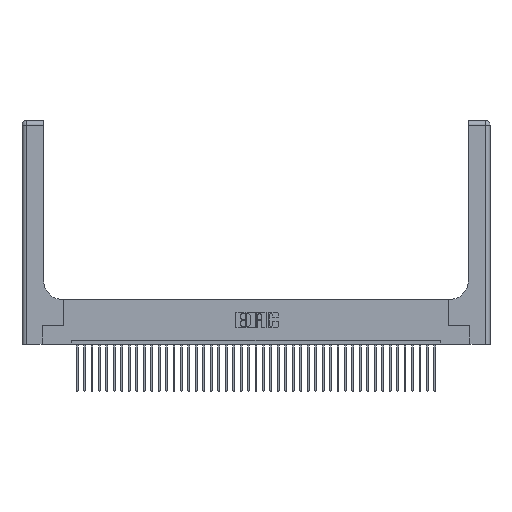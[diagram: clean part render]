
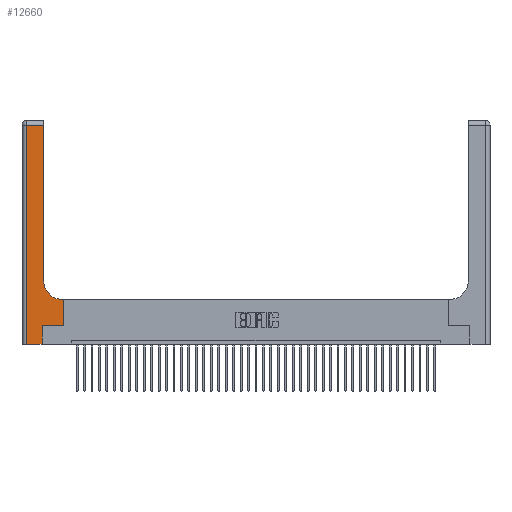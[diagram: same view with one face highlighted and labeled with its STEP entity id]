
A CAD part, top view. The second image highlights one B-rep face of the part: STEP entity #12660.
In plain terms, the highlighted planar face has unit normal (0, 0, 1).
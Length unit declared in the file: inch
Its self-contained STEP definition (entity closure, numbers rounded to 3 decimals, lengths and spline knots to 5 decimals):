
#900 = CARTESIAN_POINT ( 'NONE',  ( 0.5585, 0.25, 0.37 ) ) ;
#1844 = EDGE_LOOP ( 'NONE', ( #9099, #31716, #23250, #35306, #12447, #29150, #30905, #2753, #7005 ) ) ;
#1916 = CARTESIAN_POINT ( 'NONE',  ( 0.269, 0., 0.37 ) ) ;
#2016 = EDGE_CURVE ( 'NONE', #31507, #31873, #2117, .T. ) ;
#2117 = LINE ( 'NONE', #20064, #15933 ) ;
#2603 = CARTESIAN_POINT ( 'NONE',  ( 0., 2.94, 0.37 ) ) ;
#2753 = ORIENTED_EDGE ( 'NONE', *, *, #14352, .T. ) ;
#3805 = EDGE_CURVE ( 'NONE', #31873, #18192, #21788, .T. ) ;
#3897 = CARTESIAN_POINT ( 'NONE',  ( 0., 3., 0.37 ) ) ;
#4485 = AXIS2_PLACEMENT_3D ( 'NONE', #8825, #30582, #11479 ) ;
#4706 = LINE ( 'NONE', #15236, #34117 ) ;
#7005 = ORIENTED_EDGE ( 'NONE', *, *, #8712, .T. ) ;
#7944 = VERTEX_POINT ( 'NONE', #1916 ) ;
#8712 = EDGE_CURVE ( 'NONE', #34517, #30169, #28488, .T. ) ;
#8825 = CARTESIAN_POINT ( 'NONE',  ( 0.5415, 0.85, 0.37 ) ) ;
#9099 = ORIENTED_EDGE ( 'NONE', *, *, #38693, .T. ) ;
#10250 = VERTEX_POINT ( 'NONE', #20894 ) ;
#11358 = CARTESIAN_POINT ( 'NONE',  ( 0.06, 3., 0.37 ) ) ;
#11479 = DIRECTION ( 'NONE',  ( 1., 0., 0. ) ) ;
#12017 = DIRECTION ( 'NONE',  ( -1., 0., 0. ) ) ;
#12447 = ORIENTED_EDGE ( 'NONE', *, *, #23197, .T. ) ;
#12660 = ADVANCED_FACE ( 'NONE', ( #35613 ), #22886, .F. ) ;
#13278 = VECTOR ( 'NONE', #29628, 39.37008 ) ;
#13662 = LINE ( 'NONE', #21568, #28607 ) ;
#13705 = CARTESIAN_POINT ( 'NONE',  ( 0.5585, 0.6, 0.37 ) ) ;
#14314 = LINE ( 'NONE', #2603, #25205 ) ;
#14352 = EDGE_CURVE ( 'NONE', #18192, #34517, #27531, .T. ) ;
#14790 = CARTESIAN_POINT ( 'NONE',  ( 0.06, 0., 0.37 ) ) ;
#15236 = CARTESIAN_POINT ( 'NONE',  ( 0., 0., 0.37 ) ) ;
#15308 = CARTESIAN_POINT ( 'NONE',  ( 0.5585, 0.25, 0.37 ) ) ;
#15547 = VECTOR ( 'NONE', #23979, 39.37008 ) ;
#15933 = VECTOR ( 'NONE', #29844, 39.37008 ) ;
#18192 = VERTEX_POINT ( 'NONE', #13705 ) ;
#19055 = VECTOR ( 'NONE', #36103, 39.37008 ) ;
#20014 = CARTESIAN_POINT ( 'NONE',  ( 0.269, 0.25, 0.37 ) ) ;
#20064 = CARTESIAN_POINT ( 'NONE',  ( 0.269, 0.25, 0.37 ) ) ;
#20697 = EDGE_CURVE ( 'NONE', #29979, #10250, #14314, .T. ) ;
#20894 = CARTESIAN_POINT ( 'NONE',  ( 0.06, 2.94, 0.37 ) ) ;
#21568 = CARTESIAN_POINT ( 'NONE',  ( 0.269, 0., 0.37 ) ) ;
#21788 = LINE ( 'NONE', #15308, #13278 ) ;
#22886 = PLANE ( 'NONE',  #36625 ) ;
#22911 = LINE ( 'NONE', #23382, #15547 ) ;
#23197 = EDGE_CURVE ( 'NONE', #7944, #31507, #13662, .T. ) ;
#23250 = ORIENTED_EDGE ( 'NONE', *, *, #27800, .T. ) ;
#23382 = CARTESIAN_POINT ( 'NONE',  ( 0.2915, 3., 0.37 ) ) ;
#23979 = DIRECTION ( 'NONE',  ( 0., 1., 0. ) ) ;
#24897 = CARTESIAN_POINT ( 'NONE',  ( 0.2915, 2.94, 0.37 ) ) ;
#25205 = VECTOR ( 'NONE', #12017, 39.37008 ) ;
#26076 = DIRECTION ( 'NONE',  ( 0., 0., -1. ) ) ;
#27426 = DIRECTION ( 'NONE',  ( 0., 1., 0. ) ) ;
#27531 = LINE ( 'NONE', #40889, #19055 ) ;
#27800 = EDGE_CURVE ( 'NONE', #10250, #31397, #37246, .T. ) ;
#28157 = DIRECTION ( 'NONE',  ( 1., 0., 0. ) ) ;
#28488 = CIRCLE ( 'NONE', #4485, 0.25 ) ;
#28607 = VECTOR ( 'NONE', #27426, 39.37008 ) ;
#29150 = ORIENTED_EDGE ( 'NONE', *, *, #2016, .T. ) ;
#29330 = DIRECTION ( 'NONE',  ( -1., 0., 0. ) ) ;
#29628 = DIRECTION ( 'NONE',  ( 0., 1., 0. ) ) ;
#29704 = CARTESIAN_POINT ( 'NONE',  ( 0.5415, 0.6, 0.37 ) ) ;
#29759 = VECTOR ( 'NONE', #30455, 39.37008 ) ;
#29844 = DIRECTION ( 'NONE',  ( 1., 0., 0. ) ) ;
#29979 = VERTEX_POINT ( 'NONE', #24897 ) ;
#30169 = VERTEX_POINT ( 'NONE', #32296 ) ;
#30455 = DIRECTION ( 'NONE',  ( 0., -1., 0. ) ) ;
#30582 = DIRECTION ( 'NONE',  ( 0., 0., -1. ) ) ;
#30905 = ORIENTED_EDGE ( 'NONE', *, *, #3805, .T. ) ;
#31397 = VERTEX_POINT ( 'NONE', #14790 ) ;
#31507 = VERTEX_POINT ( 'NONE', #20014 ) ;
#31716 = ORIENTED_EDGE ( 'NONE', *, *, #20697, .T. ) ;
#31873 = VERTEX_POINT ( 'NONE', #900 ) ;
#32296 = CARTESIAN_POINT ( 'NONE',  ( 0.2915, 0.85, 0.37 ) ) ;
#34117 = VECTOR ( 'NONE', #28157, 39.37008 ) ;
#34517 = VERTEX_POINT ( 'NONE', #29704 ) ;
#35306 = ORIENTED_EDGE ( 'NONE', *, *, #36998, .T. ) ;
#35613 = FACE_OUTER_BOUND ( 'NONE', #1844, .T. ) ;
#36103 = DIRECTION ( 'NONE',  ( -1., 0., 0. ) ) ;
#36625 = AXIS2_PLACEMENT_3D ( 'NONE', #3897, #26076, #29330 ) ;
#36998 = EDGE_CURVE ( 'NONE', #31397, #7944, #4706, .T. ) ;
#37246 = LINE ( 'NONE', #11358, #29759 ) ;
#38693 = EDGE_CURVE ( 'NONE', #30169, #29979, #22911, .T. ) ;
#40889 = CARTESIAN_POINT ( 'NONE',  ( 0.2915, 0.6, 0.37 ) ) ;
